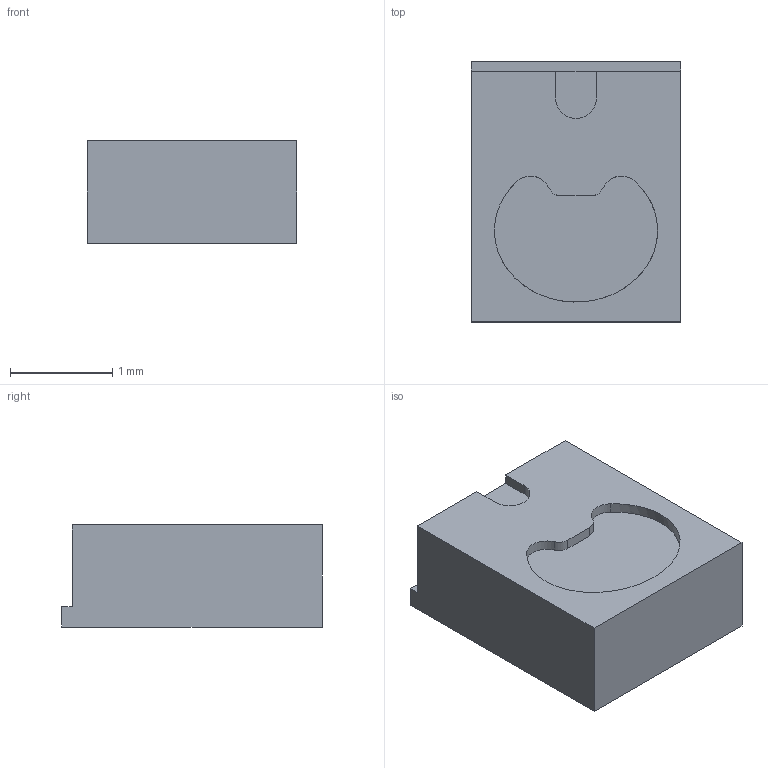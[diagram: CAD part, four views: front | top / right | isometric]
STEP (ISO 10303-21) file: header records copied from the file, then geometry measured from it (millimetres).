
FILE_DESCRIPTION((''),'2;1');
FILE_NAME('VCNL36826_SS','2018-11-02T',('mhsu4'),(''),'PRO/ENGINEER BY PARAMETRIC TECHNOLOGY CORPORATION, 2014320','PRO/ENGINEER BY PARAMETRIC TECHNOLOGY CORPORATION, 2014320','');
FILE_SCHEMA(('CONFIG_CONTROL_DESIGN'));
Length unit declared in the file: millimetre
Products named in the file (1): VCNL36826_SS
Bounding box: 2.05 x 2.55 x 1 mm (x, y, z)
Volume: 4.9 mm3; surface area: 20 mm2
Topology: 1 solids, 1 shells, 19 faces, 83 edges, 67 vertices
Faces by surface type: plane 13, cylinder 5, extrusion 1
Entity records: 871 total; most frequent: CARTESIAN_POINT 167, DIRECTION 132, ORIENTED_EDGE 100, VECTOR 70, LINE 69, EDGE_CURVE 50, VERTEX_POINT 34, TRIMMED_CURVE 33
